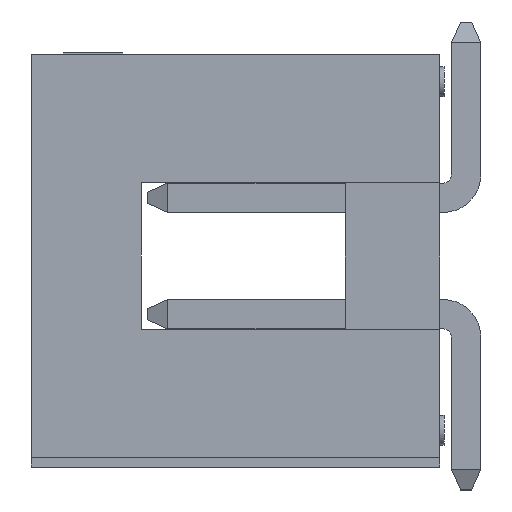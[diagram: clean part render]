
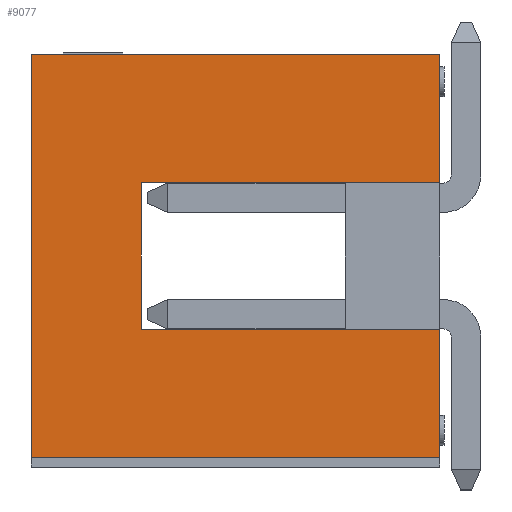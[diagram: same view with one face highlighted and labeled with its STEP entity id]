
A CAD part, left-side view. The second image highlights one B-rep face of the part: STEP entity #9077.
In plain terms, the highlighted planar face has unit normal (-1, 0, 0).
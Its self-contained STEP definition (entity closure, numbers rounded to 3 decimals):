
#167 = EDGE_CURVE ( 'NONE', #10610, #9746, #7836, .T. ) ;
#365 = DIRECTION ( 'NONE',  ( 0., -1., 0. ) ) ;
#554 = VECTOR ( 'NONE', #14827, 1000. ) ;
#585 = VECTOR ( 'NONE', #365, 1000. ) ;
#995 = CARTESIAN_POINT ( 'NONE',  ( -29.21, 6.5, 1.6 ) ) ;
#1403 = ORIENTED_EDGE ( 'NONE', *, *, #17452, .T. ) ;
#1671 = VECTOR ( 'NONE', #9046, 1000. ) ;
#1953 = DIRECTION ( 'NONE',  ( 0., -1., 0. ) ) ;
#1995 = VERTEX_POINT ( 'NONE', #995 ) ;
#2588 = VECTOR ( 'NONE', #5018, 1000. ) ;
#2848 = EDGE_CURVE ( 'NONE', #19736, #9746, #21751, .T. ) ;
#3400 = LINE ( 'NONE', #5312, #2588 ) ;
#3550 = EDGE_CURVE ( 'NONE', #12646, #10832, #10093, .T. ) ;
#3738 = CARTESIAN_POINT ( 'NONE',  ( -29.21, 4.45, 4.4 ) ) ;
#4324 = CARTESIAN_POINT ( 'NONE',  ( -29.21, 4.45, 1.6 ) ) ;
#4500 = ORIENTED_EDGE ( 'NONE', *, *, #2848, .T. ) ;
#5018 = DIRECTION ( 'NONE',  ( 0., 1., 0. ) ) ;
#5312 = CARTESIAN_POINT ( 'NONE',  ( -29.21, 4.45, -1.6 ) ) ;
#5555 = FACE_OUTER_BOUND ( 'NONE', #6781, .T. ) ;
#5683 = ORIENTED_EDGE ( 'NONE', *, *, #3550, .T. ) ;
#5879 = ORIENTED_EDGE ( 'NONE', *, *, #12996, .T. ) ;
#6527 = EDGE_CURVE ( 'NONE', #10610, #12672, #15642, .T. ) ;
#6556 = DIRECTION ( 'NONE',  ( 0., 0., 1. ) ) ;
#6781 = EDGE_LOOP ( 'NONE', ( #5683, #5879, #1403, #13444, #4500, #21862, #20432, #20655 ) ) ;
#7180 = PLANE ( 'NONE',  #10260 ) ;
#7836 = LINE ( 'NONE', #3738, #585 ) ;
#8226 = CARTESIAN_POINT ( 'NONE',  ( -29.21, 6.5, -1.6 ) ) ;
#8368 = CARTESIAN_POINT ( 'NONE',  ( -29.21, 0., -0.1 ) ) ;
#8591 = CARTESIAN_POINT ( 'NONE',  ( -29.21, 0., -1.6 ) ) ;
#9046 = DIRECTION ( 'NONE',  ( 0., 0., -1. ) ) ;
#9077 = ADVANCED_FACE ( 'NONE', ( #5555 ), #7180, .T. ) ;
#9470 = CARTESIAN_POINT ( 'NONE',  ( -29.21, 0., -4.4 ) ) ;
#9746 = VERTEX_POINT ( 'NONE', #22138 ) ;
#10093 = LINE ( 'NONE', #8368, #17372 ) ;
#10260 = AXIS2_PLACEMENT_3D ( 'NONE', #14606, #17947, #19538 ) ;
#10588 = EDGE_CURVE ( 'NONE', #1995, #19736, #20748, .T. ) ;
#10610 = VERTEX_POINT ( 'NONE', #16516 ) ;
#10666 = VERTEX_POINT ( 'NONE', #8226 ) ;
#10832 = VERTEX_POINT ( 'NONE', #8591 ) ;
#11932 = CARTESIAN_POINT ( 'NONE',  ( -29.21, 6.5, 0. ) ) ;
#12605 = EDGE_CURVE ( 'NONE', #12672, #12646, #16876, .T. ) ;
#12646 = VERTEX_POINT ( 'NONE', #9470 ) ;
#12672 = VERTEX_POINT ( 'NONE', #19861 ) ;
#12996 = EDGE_CURVE ( 'NONE', #10832, #10666, #3400, .T. ) ;
#13444 = ORIENTED_EDGE ( 'NONE', *, *, #10588, .T. ) ;
#14606 = CARTESIAN_POINT ( 'NONE',  ( -29.21, -0.178, -4.576 ) ) ;
#14827 = DIRECTION ( 'NONE',  ( 0., -1., 0. ) ) ;
#15642 = LINE ( 'NONE', #17570, #1671 ) ;
#16171 = LINE ( 'NONE', #11932, #21848 ) ;
#16516 = CARTESIAN_POINT ( 'NONE',  ( -29.21, 8.9, 4.4 ) ) ;
#16626 = VECTOR ( 'NONE', #18503, 1000. ) ;
#16772 = CARTESIAN_POINT ( 'NONE',  ( -29.21, 0., -0.1 ) ) ;
#16876 = LINE ( 'NONE', #19721, #20916 ) ;
#17372 = VECTOR ( 'NONE', #22178, 1000. ) ;
#17452 = EDGE_CURVE ( 'NONE', #10666, #1995, #16171, .T. ) ;
#17570 = CARTESIAN_POINT ( 'NONE',  ( -29.21, 8.9, 0. ) ) ;
#17947 = DIRECTION ( 'NONE',  ( -1., 0., 0. ) ) ;
#18503 = DIRECTION ( 'NONE',  ( 0., 0., 1. ) ) ;
#19538 = DIRECTION ( 'NONE',  ( 0., 0., 1. ) ) ;
#19721 = CARTESIAN_POINT ( 'NONE',  ( -29.21, 4.45, -4.4 ) ) ;
#19736 = VERTEX_POINT ( 'NONE', #20220 ) ;
#19861 = CARTESIAN_POINT ( 'NONE',  ( -29.21, 8.9, -4.4 ) ) ;
#20220 = CARTESIAN_POINT ( 'NONE',  ( -29.21, 0., 1.6 ) ) ;
#20432 = ORIENTED_EDGE ( 'NONE', *, *, #6527, .T. ) ;
#20655 = ORIENTED_EDGE ( 'NONE', *, *, #12605, .T. ) ;
#20748 = LINE ( 'NONE', #4324, #554 ) ;
#20916 = VECTOR ( 'NONE', #1953, 1000. ) ;
#21751 = LINE ( 'NONE', #16772, #16626 ) ;
#21848 = VECTOR ( 'NONE', #6556, 1000. ) ;
#21862 = ORIENTED_EDGE ( 'NONE', *, *, #167, .F. ) ;
#22138 = CARTESIAN_POINT ( 'NONE',  ( -29.21, 0., 4.4 ) ) ;
#22178 = DIRECTION ( 'NONE',  ( 0., 0., 1. ) ) ;
